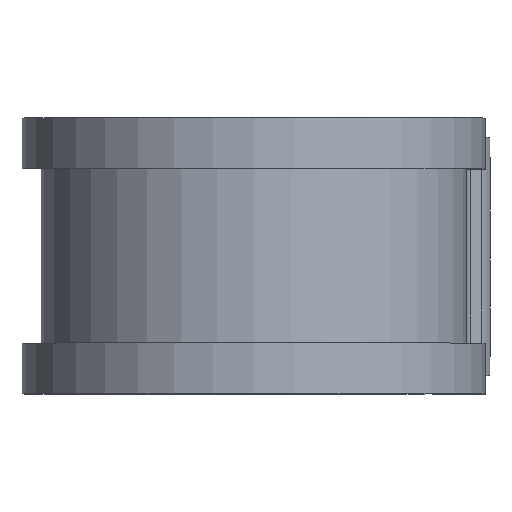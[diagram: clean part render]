
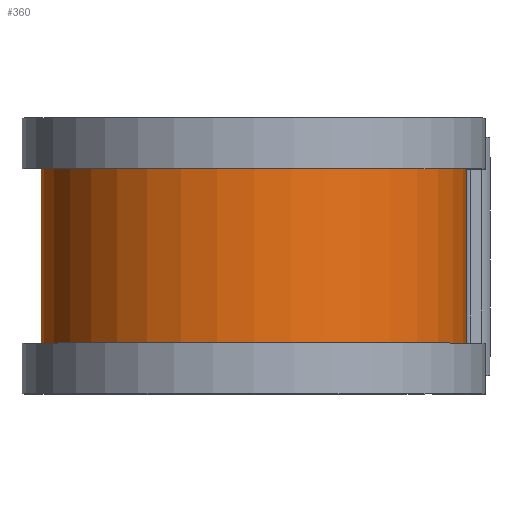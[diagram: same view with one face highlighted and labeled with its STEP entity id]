
A CAD part, top view. The second image highlights one B-rep face of the part: STEP entity #360.
In plain terms, the highlighted cylindrical face has radius 17.031 mm (diameter 34.061 mm), a partial arc.
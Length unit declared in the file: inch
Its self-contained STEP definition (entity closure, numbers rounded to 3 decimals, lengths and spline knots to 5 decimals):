
#17 = CARTESIAN_POINT ( 'NONE',  ( 0.6705, 0.375, 0. ) ) ;
#49 = DIRECTION ( 'NONE',  ( 0., -1., 0. ) ) ;
#83 = DIRECTION ( 'NONE',  ( 0., 0., -1. ) ) ;
#103 = CARTESIAN_POINT ( 'NONE',  ( 0., 0.375, 0. ) ) ;
#108 = CARTESIAN_POINT ( 'NONE',  ( 0., 0.375, -0.6705 ) ) ;
#109 = CARTESIAN_POINT ( 'NONE',  ( 0., -0.275, -0.6705 ) ) ;
#125 = ORIENTED_EDGE ( 'NONE', *, *, #929, .T. ) ;
#134 = ORIENTED_EDGE ( 'NONE', *, *, #1198, .F. ) ;
#151 = DIRECTION ( 'NONE',  ( 0., -1., 0. ) ) ;
#265 = CARTESIAN_POINT ( 'NONE',  ( 0.6705, 0.275, 0. ) ) ;
#360 = ADVANCED_FACE ( 'NONE', ( #1711 ), #1688, .T. ) ;
#373 = CARTESIAN_POINT ( 'NONE',  ( 0.6705, -0.275, 0. ) ) ;
#407 = VERTEX_POINT ( 'NONE', #265 ) ;
#444 = CARTESIAN_POINT ( 'NONE',  ( 0., -0.275, 0. ) ) ;
#508 = VERTEX_POINT ( 'NONE', #1377 ) ;
#556 = VERTEX_POINT ( 'NONE', #109 ) ;
#602 = CARTESIAN_POINT ( 'NONE',  ( 0., 0.275, 0. ) ) ;
#603 = VECTOR ( 'NONE', #49, 39.37008 ) ;
#619 = DIRECTION ( 'NONE',  ( 0., 0., -1. ) ) ;
#628 = VECTOR ( 'NONE', #758, 39.37008 ) ;
#751 = EDGE_CURVE ( 'NONE', #407, #1391, #1017, .T. ) ;
#758 = DIRECTION ( 'NONE',  ( 0., -1., 0. ) ) ;
#774 = DIRECTION ( 'NONE',  ( 0., 0., -1. ) ) ;
#908 = AXIS2_PLACEMENT_3D ( 'NONE', #444, #1373, #619 ) ;
#929 = EDGE_CURVE ( 'NONE', #508, #556, #1345, .T. ) ;
#1002 = ORIENTED_EDGE ( 'NONE', *, *, #751, .F. ) ;
#1017 = LINE ( 'NONE', #17, #603 ) ;
#1184 = ORIENTED_EDGE ( 'NONE', *, *, #1542, .T. ) ;
#1198 = EDGE_CURVE ( 'NONE', #1391, #556, #1675, .T. ) ;
#1345 = LINE ( 'NONE', #108, #628 ) ;
#1373 = DIRECTION ( 'NONE',  ( 0., -1., 0. ) ) ;
#1377 = CARTESIAN_POINT ( 'NONE',  ( 0., 0.275, -0.6705 ) ) ;
#1384 = CIRCLE ( 'NONE', #1475, 0.6705 ) ;
#1389 = AXIS2_PLACEMENT_3D ( 'NONE', #103, #151, #83 ) ;
#1391 = VERTEX_POINT ( 'NONE', #373 ) ;
#1422 = EDGE_LOOP ( 'NONE', ( #1002, #1184, #125, #134 ) ) ;
#1475 = AXIS2_PLACEMENT_3D ( 'NONE', #602, #1480, #774 ) ;
#1480 = DIRECTION ( 'NONE',  ( 0., -1., 0. ) ) ;
#1542 = EDGE_CURVE ( 'NONE', #407, #508, #1384, .T. ) ;
#1675 = CIRCLE ( 'NONE', #908, 0.6705 ) ;
#1688 = CYLINDRICAL_SURFACE ( 'NONE', #1389, 0.6705 ) ;
#1711 = FACE_OUTER_BOUND ( 'NONE', #1422, .T. ) ;
